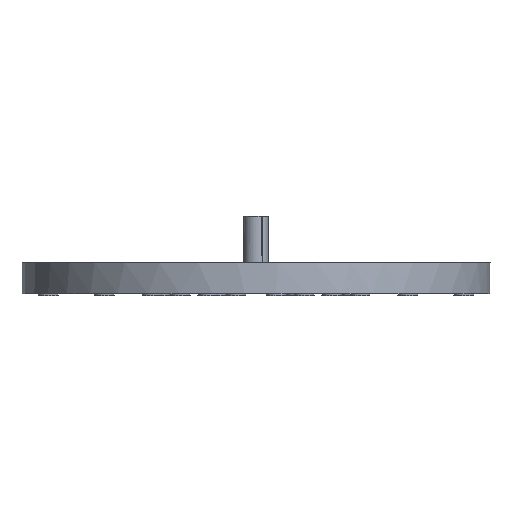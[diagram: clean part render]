
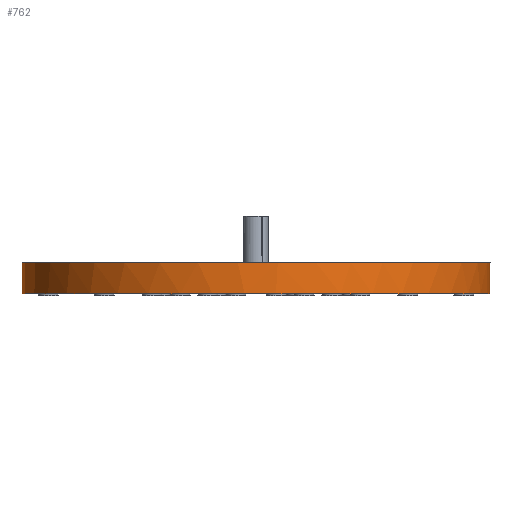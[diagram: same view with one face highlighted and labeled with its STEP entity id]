
A CAD part, front view. The second image highlights one B-rep face of the part: STEP entity #762.
In plain terms, the highlighted free-form (B-spline) face has degree [2, 1] with [5, 2] control points.
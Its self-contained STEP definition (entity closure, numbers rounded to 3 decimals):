
#762=ADVANCED_FACE('',(#1468),#12007,.T.);
#1468=FACE_OUTER_BOUND('',#2243,.T.);
#2243=EDGE_LOOP('',(#6044,#6045,#6046,#6047));
#6044=ORIENTED_EDGE('',*,*,#6910,.F.);
#6045=ORIENTED_EDGE('',*,*,#6318,.T.);
#6046=ORIENTED_EDGE('',*,*,#6317,.T.);
#6047=ORIENTED_EDGE('',*,*,#8012,.F.);
#6317=EDGE_CURVE('',#10213,#11275,#8139,.T.);
#6318=EDGE_CURVE('',#10214,#10213,#8935,.T.);
#6910=EDGE_CURVE('',#10214,#11274,#8380,.T.);
#8012=EDGE_CURVE('',#11274,#11275,#10031,.T.);
#8139=(
BOUNDED_CURVE()
B_SPLINE_CURVE(2,(#17815,#17816,#17817,#17818,#17819),.UNSPECIFIED.,.F.,
 .F.)
B_SPLINE_CURVE_WITH_KNOTS((3,2,3),(-1171.814,-878.861,
-585.907),.UNSPECIFIED.)
CURVE()
GEOMETRIC_REPRESENTATION_ITEM()
RATIONAL_B_SPLINE_CURVE((1.,0.707,1.,0.707,1.))
REPRESENTATION_ITEM('')
);
#8380=(
BOUNDED_CURVE()
B_SPLINE_CURVE(2,(#19735,#19736,#19737,#19738,#19739,#19740,#19741),
 .UNSPECIFIED.,.F.,.F.)
B_SPLINE_CURVE_WITH_KNOTS((3,2,2,3),(-1171.814,-1074.156,
-781.202,-585.907),.UNSPECIFIED.)
CURVE()
GEOMETRIC_REPRESENTATION_ITEM()
RATIONAL_B_SPLINE_CURVE((1.,0.966,1.,0.707,1.,0.863,
1.))
REPRESENTATION_ITEM('')
);
#8935=B_SPLINE_CURVE_WITH_KNOTS('',1,(#17820,#17821),.UNSPECIFIED.,.F.,
 .F.,(2,2),(2.312,27.312),.UNSPECIFIED.);
#10031=B_SPLINE_CURVE_WITH_KNOTS('',1,(#22895,#22896),.UNSPECIFIED.,.F.,
 .F.,(2,2),(2.312,27.312),.UNSPECIFIED.);
#10213=VERTEX_POINT('',#16067);
#10214=VERTEX_POINT('',#16068);
#11274=VERTEX_POINT('',#17128);
#11275=VERTEX_POINT('',#17129);
#12007=(
BOUNDED_SURFACE()
B_SPLINE_SURFACE(2,1,((#15618,#15619),(#15620,#15621),(#15622,#15623),(#15624,
#15625),(#15626,#15627)),.UNSPECIFIED.,.F.,.F.,.F.)
B_SPLINE_SURFACE_WITH_KNOTS((3,2,3),(2,2),(585.907,878.861,
1171.814),(0.,27.624),.UNSPECIFIED.)
GEOMETRIC_REPRESENTATION_ITEM()
RATIONAL_B_SPLINE_SURFACE(((1.,1.),(0.707,0.707),
(1.,1.),(0.707,0.707),(1.,1.)))
REPRESENTATION_ITEM('')
SURFACE()
);
#15618=CARTESIAN_POINT('',(186.5,0.004,25.312));
#15619=CARTESIAN_POINT('',(186.5,0.004,-2.312));
#15620=CARTESIAN_POINT('',(186.5,-186.496,25.312));
#15621=CARTESIAN_POINT('',(186.5,-186.496,-2.312));
#15622=CARTESIAN_POINT('',(0.,-186.496,25.312));
#15623=CARTESIAN_POINT('',(0.,-186.496,-2.312));
#15624=CARTESIAN_POINT('',(-186.5,-186.496,25.312));
#15625=CARTESIAN_POINT('',(-186.5,-186.496,-2.312));
#15626=CARTESIAN_POINT('',(-186.5,0.004,25.312));
#15627=CARTESIAN_POINT('',(-186.5,0.004,-2.312));
#16067=CARTESIAN_POINT('',(-186.5,0.004,-2.));
#16068=CARTESIAN_POINT('',(-186.5,0.004,23.));
#17128=CARTESIAN_POINT('',(186.5,0.004,23.));
#17129=CARTESIAN_POINT('',(186.5,0.004,-2.));
#17815=CARTESIAN_POINT('',(-186.5,0.004,-2.));
#17816=CARTESIAN_POINT('',(-186.5,-186.496,-2.));
#17817=CARTESIAN_POINT('',(0.,-186.496,-2.));
#17818=CARTESIAN_POINT('',(186.5,-186.496,-2.));
#17819=CARTESIAN_POINT('',(186.5,0.004,-2.));
#17820=CARTESIAN_POINT('',(-186.5,0.004,23.));
#17821=CARTESIAN_POINT('',(-186.5,0.004,-2.));
#19735=CARTESIAN_POINT('',(-186.5,0.004,23.));
#19736=CARTESIAN_POINT('',(-186.5,-49.972,23.));
#19737=CARTESIAN_POINT('',(-161.51,-93.252,23.));
#19738=CARTESIAN_POINT('',(-68.254,-254.762,23.));
#19739=CARTESIAN_POINT('',(93.256,-161.506,23.));
#19740=CARTESIAN_POINT('',(187.862,-106.88,23.));
#19741=CARTESIAN_POINT('',(186.5,0.004,23.));
#22895=CARTESIAN_POINT('',(186.5,0.004,23.));
#22896=CARTESIAN_POINT('',(186.5,0.004,-2.));
